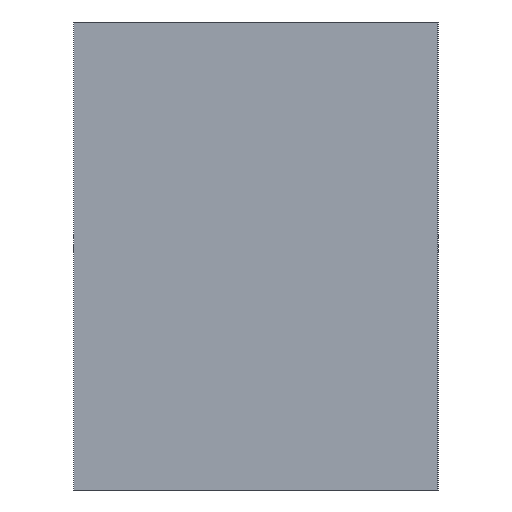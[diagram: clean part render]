
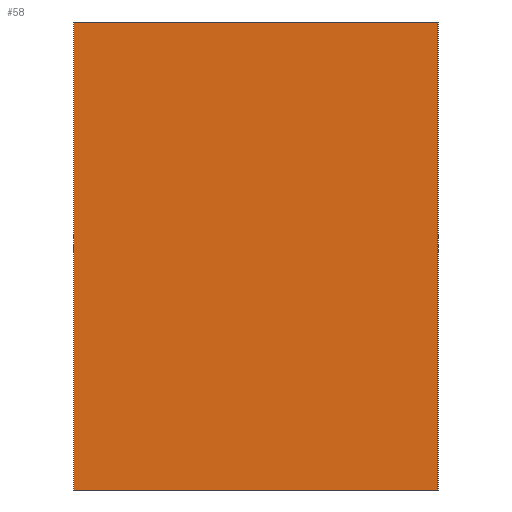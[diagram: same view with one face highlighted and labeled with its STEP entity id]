
A CAD part, left-side view. The second image highlights one B-rep face of the part: STEP entity #58.
In plain terms, the highlighted planar face has unit normal (-1, 0, 0).
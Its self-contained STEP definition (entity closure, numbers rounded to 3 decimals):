
#8 = LINE ( 'NONE', #186, #83 ) ;
#11 = FACE_OUTER_BOUND ( 'NONE', #79, .T. ) ;
#13 = EDGE_CURVE ( 'NONE', #129, #19, #8, .T. ) ;
#19 = VERTEX_POINT ( 'NONE', #172 ) ;
#22 = VECTOR ( 'NONE', #104, 1000. ) ;
#23 = VERTEX_POINT ( 'NONE', #155 ) ;
#28 = EDGE_CURVE ( 'NONE', #19, #23, #182, .T. ) ;
#30 = LINE ( 'NONE', #120, #22 ) ;
#37 = VERTEX_POINT ( 'NONE', #69 ) ;
#44 = DIRECTION ( 'NONE',  ( 0., 0., 1. ) ) ;
#49 = VECTOR ( 'NONE', #44, 1000. ) ;
#53 = CARTESIAN_POINT ( 'NONE',  ( -0.65, 0.7, 0.45 ) ) ;
#58 = ADVANCED_FACE ( 'NONE', ( #11 ), #153, .F. ) ;
#68 = DIRECTION ( 'NONE',  ( 0., 0., -1. ) ) ;
#69 = CARTESIAN_POINT ( 'NONE',  ( -0.65, 0.7, 0.45 ) ) ;
#76 = ORIENTED_EDGE ( 'NONE', *, *, #28, .T. ) ;
#79 = EDGE_LOOP ( 'NONE', ( #76, #158, #145, #193 ) ) ;
#83 = VECTOR ( 'NONE', #122, 1000. ) ;
#84 = CARTESIAN_POINT ( 'NONE',  ( -0.65, 0.7, 0.45 ) ) ;
#89 = DIRECTION ( 'NONE',  ( 0., 0., 1. ) ) ;
#99 = EDGE_CURVE ( 'NONE', #37, #23, #30, .T. ) ;
#104 = DIRECTION ( 'NONE',  ( 0., -1., 0. ) ) ;
#116 = CARTESIAN_POINT ( 'NONE',  ( -0.65, 0.7, -0.45 ) ) ;
#117 = CARTESIAN_POINT ( 'NONE',  ( -0.65, 0., 0.45 ) ) ;
#120 = CARTESIAN_POINT ( 'NONE',  ( -0.65, 0.7, 0.45 ) ) ;
#122 = DIRECTION ( 'NONE',  ( 0., -1., 0. ) ) ;
#129 = VERTEX_POINT ( 'NONE', #116 ) ;
#134 = DIRECTION ( 'NONE',  ( 1., 0., 0. ) ) ;
#138 = AXIS2_PLACEMENT_3D ( 'NONE', #84, #134, #68 ) ;
#145 = ORIENTED_EDGE ( 'NONE', *, *, #178, .F. ) ;
#153 = PLANE ( 'NONE',  #138 ) ;
#155 = CARTESIAN_POINT ( 'NONE',  ( -0.65, 0., 0.45 ) ) ;
#158 = ORIENTED_EDGE ( 'NONE', *, *, #99, .F. ) ;
#166 = VECTOR ( 'NONE', #89, 1000. ) ;
#172 = CARTESIAN_POINT ( 'NONE',  ( -0.65, 0., -0.45 ) ) ;
#178 = EDGE_CURVE ( 'NONE', #129, #37, #185, .T. ) ;
#182 = LINE ( 'NONE', #117, #166 ) ;
#185 = LINE ( 'NONE', #53, #49 ) ;
#186 = CARTESIAN_POINT ( 'NONE',  ( -0.65, 0.7, -0.45 ) ) ;
#193 = ORIENTED_EDGE ( 'NONE', *, *, #13, .T. ) ;
